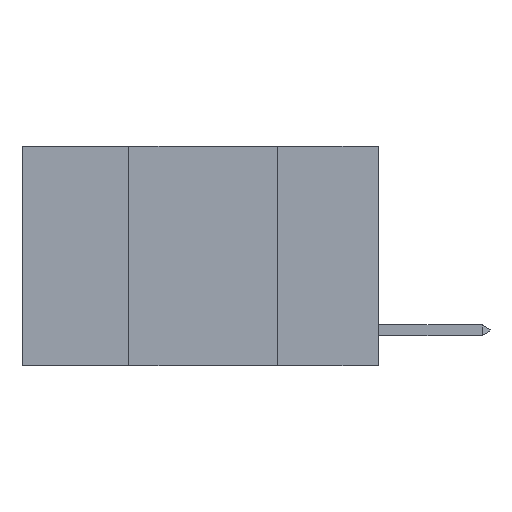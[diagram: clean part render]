
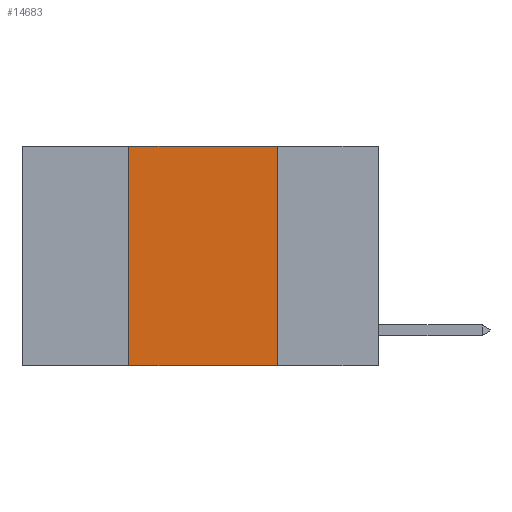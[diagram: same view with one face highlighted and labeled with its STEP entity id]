
A CAD part, left-side view. The second image highlights one B-rep face of the part: STEP entity #14683.
In plain terms, the highlighted planar face has unit normal (-1, 0, 0).
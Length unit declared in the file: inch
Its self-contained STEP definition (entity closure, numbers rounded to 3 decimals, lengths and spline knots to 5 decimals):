
#945 = VERTEX_POINT ( 'NONE', #19179 ) ;
#1322 = LINE ( 'NONE', #12495, #12127 ) ;
#1590 = CARTESIAN_POINT ( 'NONE',  ( 0., 0.6, -0.37 ) ) ;
#1956 = CARTESIAN_POINT ( 'NONE',  ( 0., 0.6, 0. ) ) ;
#2017 = CARTESIAN_POINT ( 'NONE',  ( 0., 0.42, 0. ) ) ;
#2209 = VERTEX_POINT ( 'NONE', #2017 ) ;
#2441 = CARTESIAN_POINT ( 'NONE',  ( 0., 0.6, 0. ) ) ;
#3170 = CARTESIAN_POINT ( 'NONE',  ( 0., 0.17, 0. ) ) ;
#3786 = DIRECTION ( 'NONE',  ( 0., -1., 0. ) ) ;
#5345 = DIRECTION ( 'NONE',  ( 0., 0., -1. ) ) ;
#5759 = CARTESIAN_POINT ( 'NONE',  ( 0., 0.17, -0.37 ) ) ;
#6303 = DIRECTION ( 'NONE',  ( 1., 0., 0. ) ) ;
#7258 = VECTOR ( 'NONE', #5345, 39.37008 ) ;
#9661 = VECTOR ( 'NONE', #26141, 39.37008 ) ;
#10333 = LINE ( 'NONE', #2441, #9661 ) ;
#10365 = VERTEX_POINT ( 'NONE', #5759 ) ;
#12127 = VECTOR ( 'NONE', #14616, 39.37008 ) ;
#12388 = EDGE_CURVE ( 'NONE', #945, #10365, #26387, .T. ) ;
#12495 = CARTESIAN_POINT ( 'NONE',  ( 0., 0.42, 0. ) ) ;
#14616 = DIRECTION ( 'NONE',  ( 0., 0., 1. ) ) ;
#14683 = ADVANCED_FACE ( 'NONE', ( #21984 ), #14837, .F. ) ;
#14837 = PLANE ( 'NONE',  #22042 ) ;
#15237 = EDGE_CURVE ( 'NONE', #945, #2209, #1322, .T. ) ;
#16889 = EDGE_CURVE ( 'NONE', #2209, #22536, #10333, .T. ) ;
#17377 = ORIENTED_EDGE ( 'NONE', *, *, #15237, .F. ) ;
#18570 = VECTOR ( 'NONE', #3786, 39.37008 ) ;
#19179 = CARTESIAN_POINT ( 'NONE',  ( 0., 0.42, -0.37 ) ) ;
#19489 = ORIENTED_EDGE ( 'NONE', *, *, #22554, .F. ) ;
#21398 = DIRECTION ( 'NONE',  ( 0., 0., -1. ) ) ;
#21763 = EDGE_LOOP ( 'NONE', ( #19489, #26061, #17377, #21962 ) ) ;
#21962 = ORIENTED_EDGE ( 'NONE', *, *, #12388, .T. ) ;
#21984 = FACE_OUTER_BOUND ( 'NONE', #21763, .T. ) ;
#22042 = AXIS2_PLACEMENT_3D ( 'NONE', #1956, #6303, #21398 ) ;
#22536 = VERTEX_POINT ( 'NONE', #26772 ) ;
#22554 = EDGE_CURVE ( 'NONE', #22536, #10365, #24490, .T. ) ;
#24490 = LINE ( 'NONE', #3170, #7258 ) ;
#26061 = ORIENTED_EDGE ( 'NONE', *, *, #16889, .F. ) ;
#26141 = DIRECTION ( 'NONE',  ( 0., -1., 0. ) ) ;
#26387 = LINE ( 'NONE', #1590, #18570 ) ;
#26772 = CARTESIAN_POINT ( 'NONE',  ( 0., 0.17, 0. ) ) ;
